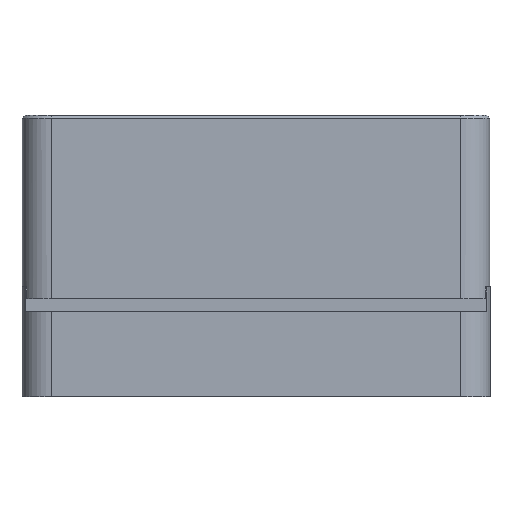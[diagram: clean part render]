
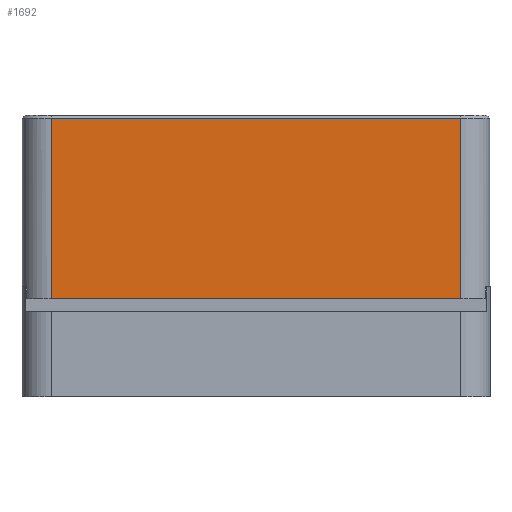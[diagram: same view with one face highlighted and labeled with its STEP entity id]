
A CAD part, front view. The second image highlights one B-rep face of the part: STEP entity #1692.
In plain terms, the highlighted planar face has unit normal (0, -1, 0).
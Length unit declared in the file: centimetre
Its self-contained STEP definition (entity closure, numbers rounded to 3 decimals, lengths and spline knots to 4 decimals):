
#169=VECTOR('',#2022,1.);
#183=VECTOR('',#2078,1.);
#184=VECTOR('',#2081,1.);
#187=VECTOR('',#2090,1.);
#261=LINE('',#2537,#169);
#275=LINE('',#2604,#183);
#276=LINE('',#2606,#184);
#279=LINE('',#2615,#187);
#350=PLANE('',#2911);
#464=VERTEX_POINT('',#2528);
#466=VERTEX_POINT('',#2536);
#476=VERTEX_POINT('',#2603);
#477=VERTEX_POINT('',#2607);
#756=EDGE_CURVE('',#466,#464,#261,.T.);
#779=EDGE_CURVE('',#476,#466,#275,.T.);
#780=EDGE_CURVE('',#477,#464,#276,.T.);
#785=EDGE_CURVE('',#477,#476,#279,.T.);
#1110=ORIENTED_EDGE('',*,*,#756,.F.);
#1111=ORIENTED_EDGE('',*,*,#779,.F.);
#1112=ORIENTED_EDGE('',*,*,#785,.F.);
#1113=ORIENTED_EDGE('',*,*,#780,.T.);
#1383=EDGE_LOOP('',(#1110,#1111,#1112,#1113));
#1550=FACE_BOUND('',#1383,.T.);
#1692=ADVANCED_FACE('',(#1550),#350,.T.);
#2022=DIRECTION('',(1.,0.,0.));
#2078=DIRECTION('',(0.,0.,1.));
#2081=DIRECTION('',(0.,0.,1.));
#2090=DIRECTION('',(-1.,0.,0.));
#2091=DIRECTION('',(0.,-1.,0.));
#2528=CARTESIAN_POINT('',(1.7704,-0.6032,1.4605));
#2536=CARTESIAN_POINT('',(-1.7704,-0.6032,1.4605));
#2537=CARTESIAN_POINT('',(0.,-0.6032,1.4605));
#2603=CARTESIAN_POINT('',(-1.7704,-0.6033,-0.1016));
#2604=CARTESIAN_POINT('',(-1.7704,-0.6033,-0.1016));
#2606=CARTESIAN_POINT('',(1.7704,-0.6032,-0.1016));
#2607=CARTESIAN_POINT('',(1.7704,-0.6032,-0.1016));
#2615=CARTESIAN_POINT('',(1.7704,-0.6033,-0.1016));
#2616=CARTESIAN_POINT('',(0.,-0.6033,-0.1016));
#2911=AXIS2_PLACEMENT_3D('',#2616,#2091,$);
